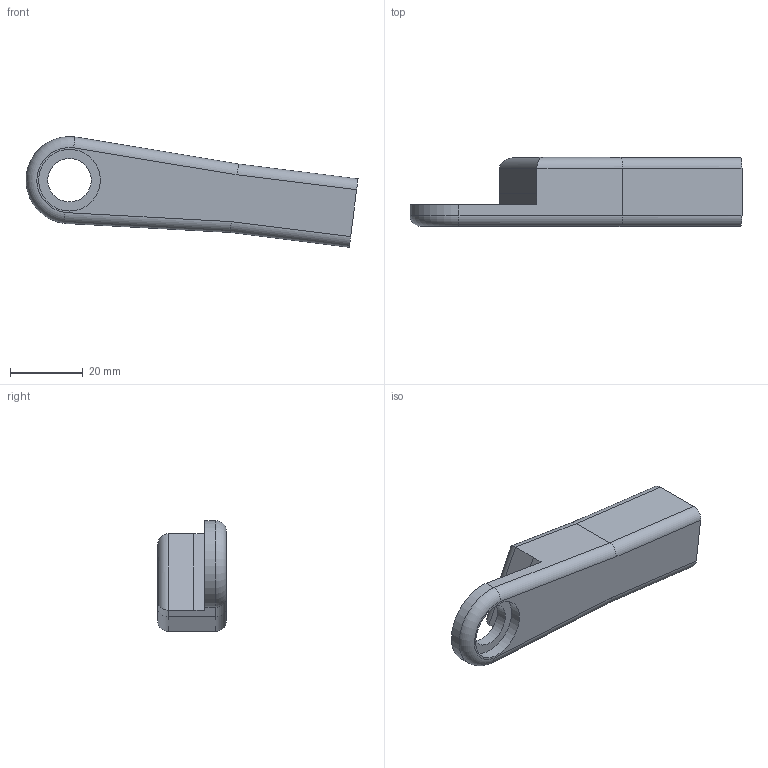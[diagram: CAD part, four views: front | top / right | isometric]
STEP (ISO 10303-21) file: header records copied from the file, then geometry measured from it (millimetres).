
FILE_DESCRIPTION(('FreeCAD Model'),'2;1');
FILE_NAME('Pied base droit.step', '2020-09-14T11:34:11',('Author'),(''), 'Open CASCADE STEP processor 7.3','FreeCAD','Unknown');
FILE_SCHEMA(('AUTOMOTIVE_DESIGN { 1 0 10303 214 1 1 1 1 }'));
Length unit declared in the file: millimetre
Products named in the file (1): Hole
Bounding box: 91.47 x 19 x 30.48 mm (x, y, z)
Volume: 24872.7 mm3; surface area: 6745.4 mm2
Topology: 1 solids, 1 shells, 26 faces, 60 edges, 37 vertices
Faces by surface type: cylinder 13, plane 11, torus 1, cone 1
Full cylindrical faces by diameter (mm): 4.2 x1, 12 x1, 17 x1
Entity records: 1553 total; most frequent: CARTESIAN_POINT 347, DIRECTION 217, ORIENTED_EDGE 118, PCURVE 118, DEFINITIONAL_REPRESENTATION 118, LINE 113, VECTOR 113, EDGE_CURVE 59
